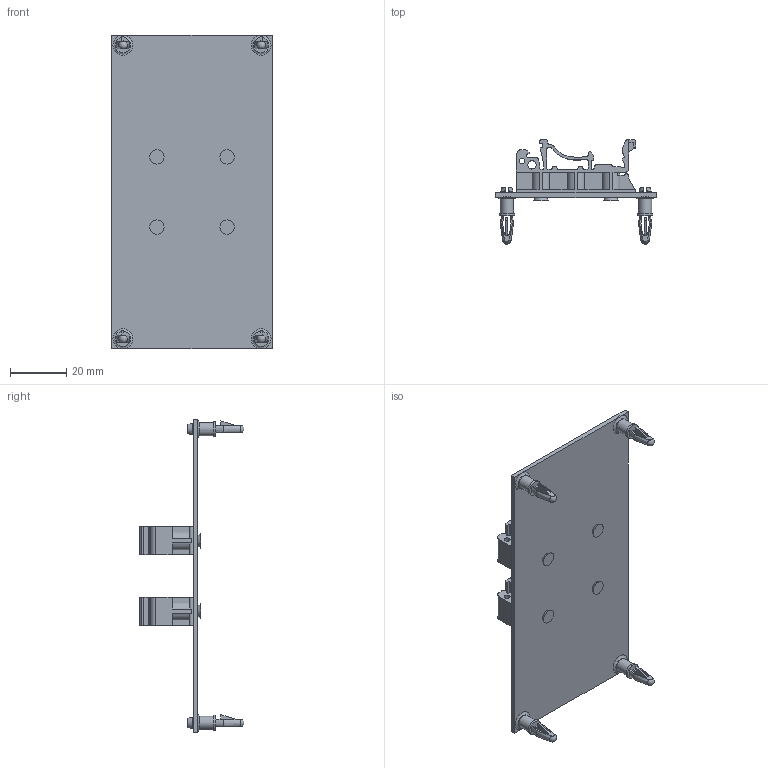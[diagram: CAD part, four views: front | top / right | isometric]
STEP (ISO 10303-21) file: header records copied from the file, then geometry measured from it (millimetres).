
FILE_DESCRIPTION(('', 'CAx-IF Rec.Pracs.---Representation and Presentation of Product Manufacturing Information (PMI)---4.0---2014-10-13'),'2;1');
FILE_NAME('DIN-450.STP', '2025-02-05T17:40:47',(''), (''), 'Kubotek Kosmos Version 3.0.10683.10683', 'KeyCreator Pro', '');
FILE_SCHEMA(('AP242_MANAGED_MODEL_BASED_3D_ENGINEERING_MIM_LF { 1 0 10303 442 1 1 4 }'));
Length unit declared in the file: inch
Bounding box: 57.15 x 37.08 x 111.79 mm (x, y, z)
Volume: 16548.5 mm3; surface area: 23109.3 mm2
Topology: 11 solids, 11 shells, 536 faces, 1438 edges, 954 vertices
Faces by surface type: plane 310, cylinder 186, cone 36, sphere 4
Full cylindrical faces by diameter (mm): 2 x2, 2.75 x6, 3 x2, 3.962 x8, 4.75 x8, 5.537 x4, 7.137 x4
Entity records: 17113 total; most frequent: CARTESIAN_POINT 3185, DIRECTION 2884, ORIENTED_EDGE 2876, EDGE_CURVE 1438, AXIS2_PLACEMENT_3D 973, VERTEX_POINT 950, VECTOR 938, LINE 938
